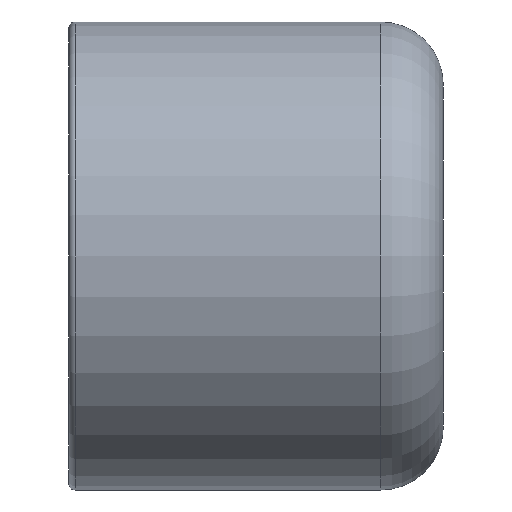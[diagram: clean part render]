
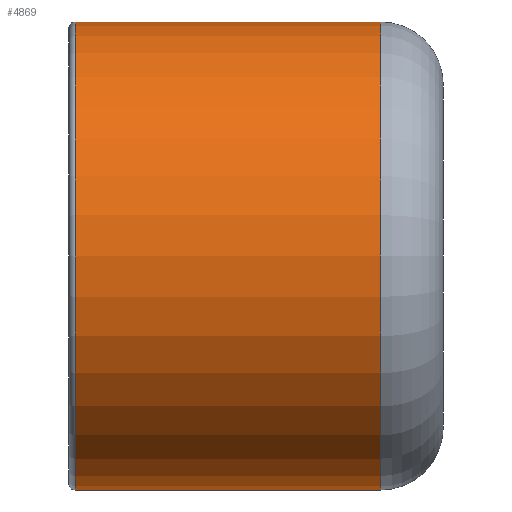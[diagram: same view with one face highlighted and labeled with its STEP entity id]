
A CAD part, left-side view. The second image highlights one B-rep face of the part: STEP entity #4869.
In plain terms, the highlighted cylindrical face has radius 37.5 mm (diameter 75 mm), a partial arc.
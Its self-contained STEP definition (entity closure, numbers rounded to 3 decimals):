
#186 = ORIENTED_EDGE ( 'NONE', *, *, #2532, .T. ) ;
#263 = VECTOR ( 'NONE', #4272, 1000. ) ;
#277 = AXIS2_PLACEMENT_3D ( 'NONE', #5768, #5228, #4683 ) ;
#296 = DIRECTION ( 'NONE',  ( 0., -1., 0. ) ) ;
#298 = ORIENTED_EDGE ( 'NONE', *, *, #2995, .T. ) ;
#704 = LINE ( 'NONE', #4853, #793 ) ;
#793 = VECTOR ( 'NONE', #296, 1000. ) ;
#1017 = DIRECTION ( 'NONE',  ( 0., 0., 1. ) ) ;
#1145 = DIRECTION ( 'NONE',  ( 0., 0., -1. ) ) ;
#1518 = AXIS2_PLACEMENT_3D ( 'NONE', #5206, #2106, #1145 ) ;
#1970 = VERTEX_POINT ( 'NONE', #4515 ) ;
#2046 = VERTEX_POINT ( 'NONE', #2563 ) ;
#2106 = DIRECTION ( 'NONE',  ( 0., -1., 0. ) ) ;
#2489 = LINE ( 'NONE', #3339, #263 ) ;
#2532 = EDGE_CURVE ( 'NONE', #3605, #2046, #3737, .T. ) ;
#2563 = CARTESIAN_POINT ( 'NONE',  ( 0., 10., 37.5 ) ) ;
#2638 = CYLINDRICAL_SURFACE ( 'NONE', #1518, 37.5 ) ;
#2858 = CARTESIAN_POINT ( 'NONE',  ( 0., 59., -37.5 ) ) ;
#2995 = EDGE_CURVE ( 'NONE', #1970, #5777, #5591, .T. ) ;
#3339 = CARTESIAN_POINT ( 'NONE',  ( 0., 60., -37.5 ) ) ;
#3605 = VERTEX_POINT ( 'NONE', #4701 ) ;
#3623 = EDGE_CURVE ( 'NONE', #5777, #3605, #2489, .T. ) ;
#3737 = CIRCLE ( 'NONE', #277, 37.5 ) ;
#4152 = AXIS2_PLACEMENT_3D ( 'NONE', #5037, #6036, #1017 ) ;
#4224 = ORIENTED_EDGE ( 'NONE', *, *, #3623, .T. ) ;
#4272 = DIRECTION ( 'NONE',  ( 0., -1., 0. ) ) ;
#4287 = ORIENTED_EDGE ( 'NONE', *, *, #6564, .F. ) ;
#4515 = CARTESIAN_POINT ( 'NONE',  ( 0., 59., 37.5 ) ) ;
#4683 = DIRECTION ( 'NONE',  ( 0., 0., 1. ) ) ;
#4701 = CARTESIAN_POINT ( 'NONE',  ( 0., 10., -37.5 ) ) ;
#4853 = CARTESIAN_POINT ( 'NONE',  ( 0., 60., 37.5 ) ) ;
#4869 = ADVANCED_FACE ( 'NONE', ( #4917 ), #2638, .T. ) ;
#4917 = FACE_OUTER_BOUND ( 'NONE', #6247, .T. ) ;
#5037 = CARTESIAN_POINT ( 'NONE',  ( 0., 59., 0. ) ) ;
#5206 = CARTESIAN_POINT ( 'NONE',  ( 0., 60., 0. ) ) ;
#5228 = DIRECTION ( 'NONE',  ( 0., 1., 0. ) ) ;
#5591 = CIRCLE ( 'NONE', #4152, 37.5 ) ;
#5768 = CARTESIAN_POINT ( 'NONE',  ( 0., 10., 0. ) ) ;
#5777 = VERTEX_POINT ( 'NONE', #2858 ) ;
#6036 = DIRECTION ( 'NONE',  ( 0., -1., 0. ) ) ;
#6247 = EDGE_LOOP ( 'NONE', ( #4287, #298, #4224, #186 ) ) ;
#6564 = EDGE_CURVE ( 'NONE', #1970, #2046, #704, .T. ) ;
